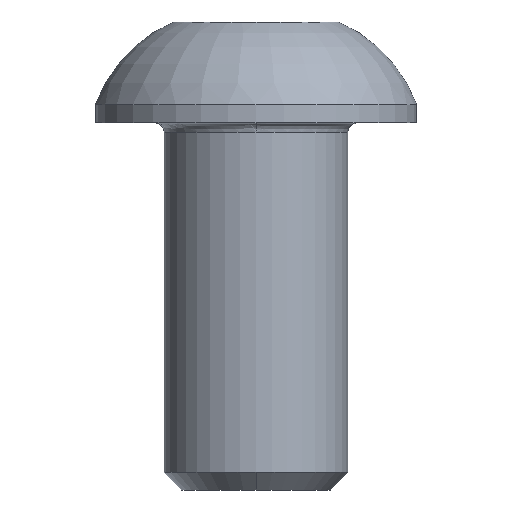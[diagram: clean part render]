
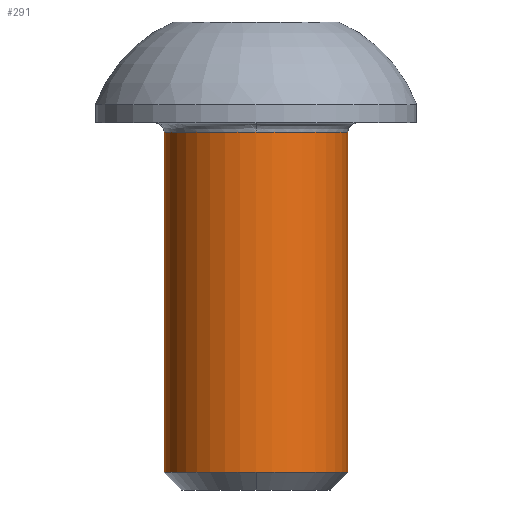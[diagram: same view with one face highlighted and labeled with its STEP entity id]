
A CAD part, front view. The second image highlights one B-rep face of the part: STEP entity #291.
In plain terms, the highlighted cylindrical face has radius 4 mm (diameter 8 mm), a partial arc.
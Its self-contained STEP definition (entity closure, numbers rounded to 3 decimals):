
#15 = EDGE_CURVE ( 'NONE', #150, #22, #211, .T. ) ;
#22 = VERTEX_POINT ( 'NONE', #347 ) ;
#92 = CYLINDRICAL_SURFACE ( 'NONE', #721, 4. ) ;
#102 = CARTESIAN_POINT ( 'NONE',  ( 4., 0., -7.817 ) ) ;
#105 = EDGE_CURVE ( 'NONE', #674, #505, #110, .T. ) ;
#110 = CIRCLE ( 'NONE', #677, 4. ) ;
#123 = EDGE_CURVE ( 'NONE', #150, #674, #292, .T. ) ;
#125 = DIRECTION ( 'NONE',  ( -1., 0., 0. ) ) ;
#145 = DIRECTION ( 'NONE',  ( 0., 0., 1. ) ) ;
#150 = VERTEX_POINT ( 'NONE', #397 ) ;
#151 = DIRECTION ( 'NONE',  ( -1., 0., 0. ) ) ;
#152 = DIRECTION ( 'NONE',  ( 0., 0., -1. ) ) ;
#185 = CARTESIAN_POINT ( 'NONE',  ( 0., 0., -0.4 ) ) ;
#189 = CIRCLE ( 'NONE', #562, 4. ) ;
#191 = ORIENTED_EDGE ( 'NONE', *, *, #243, .T. ) ;
#193 = VERTEX_POINT ( 'NONE', #526 ) ;
#211 = LINE ( 'NONE', #102, #577 ) ;
#228 = CARTESIAN_POINT ( 'NONE',  ( -4., 0., -15.233 ) ) ;
#242 = FACE_OUTER_BOUND ( 'NONE', #530, .T. ) ;
#243 = EDGE_CURVE ( 'NONE', #193, #22, #301, .T. ) ;
#256 = DIRECTION ( 'NONE',  ( 0., 0., -1. ) ) ;
#257 = ORIENTED_EDGE ( 'NONE', *, *, #281, .T. ) ;
#280 = ORIENTED_EDGE ( 'NONE', *, *, #123, .T. ) ;
#281 = EDGE_CURVE ( 'NONE', #505, #340, #590, .T. ) ;
#284 = CARTESIAN_POINT ( 'NONE',  ( 0., 0., -15.233 ) ) ;
#291 = ADVANCED_FACE ( 'NONE', ( #242 ), #92, .T. ) ;
#292 = CIRCLE ( 'NONE', #735, 4. ) ;
#301 = CIRCLE ( 'NONE', #426, 4. ) ;
#340 = VERTEX_POINT ( 'NONE', #228 ) ;
#347 = CARTESIAN_POINT ( 'NONE',  ( 4., 0., -15.233 ) ) ;
#379 = DIRECTION ( 'NONE',  ( -1., 0., 0. ) ) ;
#397 = CARTESIAN_POINT ( 'NONE',  ( 4., 0., -0.4 ) ) ;
#410 = DIRECTION ( 'NONE',  ( 0., 0., -1. ) ) ;
#416 = CARTESIAN_POINT ( 'NONE',  ( -4., 0., -7.817 ) ) ;
#420 = DIRECTION ( 'NONE',  ( 0., 0., -1. ) ) ;
#424 = VECTOR ( 'NONE', #152, 1000. ) ;
#426 = AXIS2_PLACEMENT_3D ( 'NONE', #284, #145, #151 ) ;
#452 = ORIENTED_EDGE ( 'NONE', *, *, #105, .T. ) ;
#505 = VERTEX_POINT ( 'NONE', #678 ) ;
#526 = CARTESIAN_POINT ( 'NONE',  ( 0., -4., -15.233 ) ) ;
#530 = EDGE_LOOP ( 'NONE', ( #579, #280, #452, #257, #664, #191 ) ) ;
#531 = CARTESIAN_POINT ( 'NONE',  ( 0., 0., -7.817 ) ) ;
#562 = AXIS2_PLACEMENT_3D ( 'NONE', #708, #701, #379 ) ;
#570 = CARTESIAN_POINT ( 'NONE',  ( 0., 0., -0.4 ) ) ;
#577 = VECTOR ( 'NONE', #420, 1000. ) ;
#579 = ORIENTED_EDGE ( 'NONE', *, *, #15, .F. ) ;
#590 = LINE ( 'NONE', #416, #424 ) ;
#664 = ORIENTED_EDGE ( 'NONE', *, *, #746, .T. ) ;
#674 = VERTEX_POINT ( 'NONE', #764 ) ;
#677 = AXIS2_PLACEMENT_3D ( 'NONE', #570, #765, #125 ) ;
#678 = CARTESIAN_POINT ( 'NONE',  ( -4., 0., -0.4 ) ) ;
#701 = DIRECTION ( 'NONE',  ( 0., 0., 1. ) ) ;
#708 = CARTESIAN_POINT ( 'NONE',  ( 0., 0., -15.233 ) ) ;
#709 = DIRECTION ( 'NONE',  ( -1., 0., 0. ) ) ;
#721 = AXIS2_PLACEMENT_3D ( 'NONE', #531, #410, #727 ) ;
#727 = DIRECTION ( 'NONE',  ( -1., 0., 0. ) ) ;
#735 = AXIS2_PLACEMENT_3D ( 'NONE', #185, #256, #709 ) ;
#746 = EDGE_CURVE ( 'NONE', #340, #193, #189, .T. ) ;
#764 = CARTESIAN_POINT ( 'NONE',  ( 0., -4., -0.4 ) ) ;
#765 = DIRECTION ( 'NONE',  ( 0., 0., -1. ) ) ;
